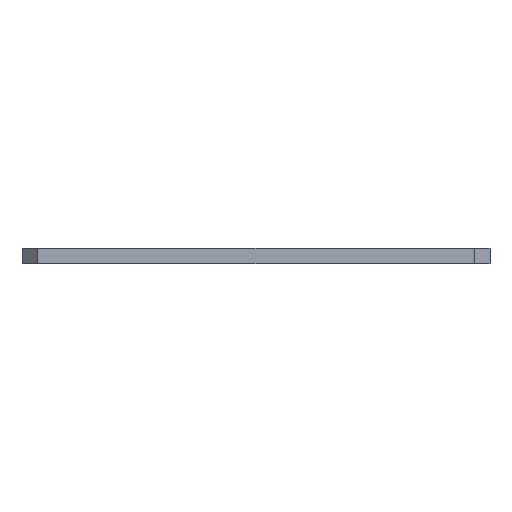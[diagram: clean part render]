
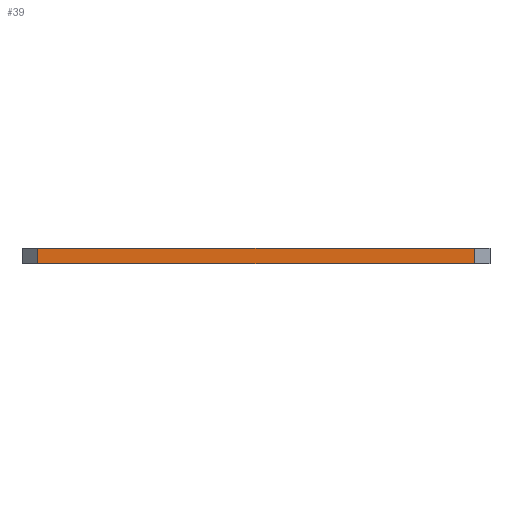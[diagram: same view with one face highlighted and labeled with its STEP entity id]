
A CAD part, front view. The second image highlights one B-rep face of the part: STEP entity #39.
In plain terms, the highlighted planar face has unit normal (0, -1, 0).
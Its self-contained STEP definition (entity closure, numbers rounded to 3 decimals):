
#1 = VERTEX_POINT ( 'NONE', #441 ) ;
#5 = VERTEX_POINT ( 'NONE', #507 ) ;
#26 = ORIENTED_EDGE ( 'NONE', *, *, #404, .T. ) ;
#39 = ADVANCED_FACE ( 'NONE', ( #142 ), #306, .F. ) ;
#87 = CARTESIAN_POINT ( 'NONE',  ( -30., -90., -2. ) ) ;
#99 = DIRECTION ( 'NONE',  ( 0., 1., 0. ) ) ;
#142 = FACE_OUTER_BOUND ( 'NONE', #158, .T. ) ;
#158 = EDGE_LOOP ( 'NONE', ( #589, #254, #284, #26 ) ) ;
#177 = AXIS2_PLACEMENT_3D ( 'NONE', #87, #99, #566 ) ;
#189 = EDGE_CURVE ( 'NONE', #1, #236, #220, .T. ) ;
#198 = VECTOR ( 'NONE', #665, 1000. ) ;
#220 = LINE ( 'NONE', #325, #638 ) ;
#236 = VERTEX_POINT ( 'NONE', #480 ) ;
#254 = ORIENTED_EDGE ( 'NONE', *, *, #437, .T. ) ;
#284 = ORIENTED_EDGE ( 'NONE', *, *, #578, .F. ) ;
#290 = CARTESIAN_POINT ( 'NONE',  ( 28., -90., -2. ) ) ;
#305 = CARTESIAN_POINT ( 'NONE',  ( -28., -90., -2. ) ) ;
#306 = PLANE ( 'NONE',  #177 ) ;
#325 = CARTESIAN_POINT ( 'NONE',  ( -30., -90., 0. ) ) ;
#331 = VECTOR ( 'NONE', #356, 1000. ) ;
#356 = DIRECTION ( 'NONE',  ( 0., 0., -1. ) ) ;
#369 = VECTOR ( 'NONE', #483, 1000. ) ;
#377 = DIRECTION ( 'NONE',  ( -1., 0., 0. ) ) ;
#391 = VERTEX_POINT ( 'NONE', #601 ) ;
#404 = EDGE_CURVE ( 'NONE', #5, #1, #555, .T. ) ;
#437 = EDGE_CURVE ( 'NONE', #236, #391, #618, .T. ) ;
#441 = CARTESIAN_POINT ( 'NONE',  ( 28., -90., 0. ) ) ;
#479 = LINE ( 'NONE', #584, #369 ) ;
#480 = CARTESIAN_POINT ( 'NONE',  ( -28., -90., 0. ) ) ;
#483 = DIRECTION ( 'NONE',  ( -1., 0., 0. ) ) ;
#507 = CARTESIAN_POINT ( 'NONE',  ( 28., -90., -2. ) ) ;
#555 = LINE ( 'NONE', #290, #198 ) ;
#566 = DIRECTION ( 'NONE',  ( 0., 0., 1. ) ) ;
#578 = EDGE_CURVE ( 'NONE', #5, #391, #479, .T. ) ;
#584 = CARTESIAN_POINT ( 'NONE',  ( -30., -90., -2. ) ) ;
#589 = ORIENTED_EDGE ( 'NONE', *, *, #189, .T. ) ;
#601 = CARTESIAN_POINT ( 'NONE',  ( -28., -90., -2. ) ) ;
#618 = LINE ( 'NONE', #305, #331 ) ;
#638 = VECTOR ( 'NONE', #377, 1000. ) ;
#665 = DIRECTION ( 'NONE',  ( 0., 0., 1. ) ) ;
